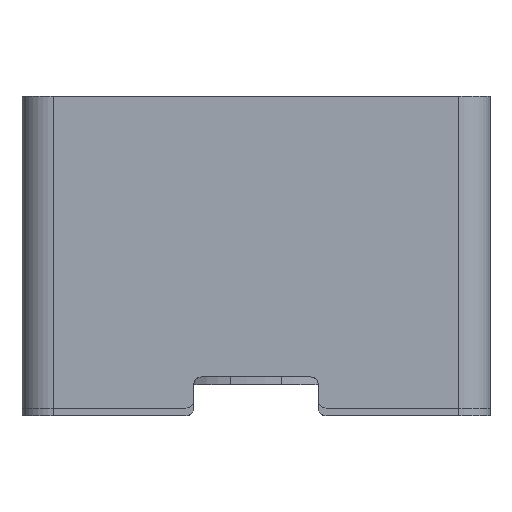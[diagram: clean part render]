
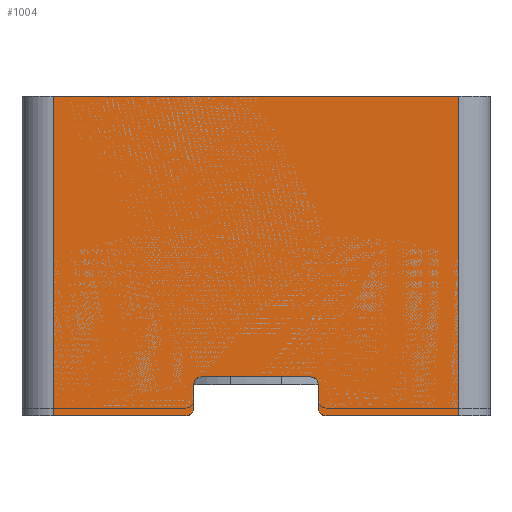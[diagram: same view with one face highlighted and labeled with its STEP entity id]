
A CAD part, front view. The second image highlights one B-rep face of the part: STEP entity #1004.
In plain terms, the highlighted planar face has unit normal (0, -1, 0).
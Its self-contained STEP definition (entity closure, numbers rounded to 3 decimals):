
#1004 = ADVANCED_FACE( '', ( #2092 ), #2093, .T. );
#2092 = FACE_OUTER_BOUND( '', #3291, .T. );
#2093 = PLANE( '', #3292 );
#3291 = EDGE_LOOP( '', ( #6418, #6419, #6420, #6421, #6422, #6423, #6424, #6425, #6426, #6427, #6428, #6429 ) );
#3292 = AXIS2_PLACEMENT_3D( '', #6430, #6431, #6432 );
#6418 = ORIENTED_EDGE( '', *, *, #8589, .T. );
#6419 = ORIENTED_EDGE( '', *, *, #8782, .T. );
#6420 = ORIENTED_EDGE( '', *, *, #8783, .T. );
#6421 = ORIENTED_EDGE( '', *, *, #8784, .T. );
#6422 = ORIENTED_EDGE( '', *, *, #8785, .T. );
#6423 = ORIENTED_EDGE( '', *, *, #8484, .T. );
#6424 = ORIENTED_EDGE( '', *, *, #8309, .F. );
#6425 = ORIENTED_EDGE( '', *, *, #8786, .F. );
#6426 = ORIENTED_EDGE( '', *, *, #8110, .T. );
#6427 = ORIENTED_EDGE( '', *, *, #7678, .T. );
#6428 = ORIENTED_EDGE( '', *, *, #8787, .F. );
#6429 = ORIENTED_EDGE( '', *, *, #8640, .T. );
#6430 = CARTESIAN_POINT( '', ( -2.6, -3., -4.1 ) );
#6431 = DIRECTION( '', ( 0., -1., 0. ) );
#6432 = DIRECTION( '', ( 1., 0., 0. ) );
#7678 = EDGE_CURVE( '', #9115, #9113, #9116, .T. );
#8110 = EDGE_CURVE( '', #9842, #9115, #9843, .T. );
#8309 = EDGE_CURVE( '', #10146, #10148, #10149, .T. );
#8484 = EDGE_CURVE( '', #10413, #10148, #10414, .T. );
#8589 = EDGE_CURVE( '', #10568, #10566, #10569, .T. );
#8640 = EDGE_CURVE( '', #10635, #10568, #10636, .F. );
#8782 = EDGE_CURVE( '', #10566, #10818, #10819, .F. );
#8783 = EDGE_CURVE( '', #10818, #10820, #10821, .T. );
#8784 = EDGE_CURVE( '', #10820, #10822, #10823, .T. );
#8785 = EDGE_CURVE( '', #10822, #10413, #10824, .T. );
#8786 = EDGE_CURVE( '', #9842, #10146, #10825, .T. );
#8787 = EDGE_CURVE( '', #10635, #9113, #10826, .T. );
#9113 = VERTEX_POINT( '', #11296 );
#9115 = VERTEX_POINT( '', #11299 );
#9116 = CIRCLE( '', #11300, 0.1 );
#9842 = VERTEX_POINT( '', #12752 );
#9843 = LINE( '', #12753, #12754 );
#10146 = VERTEX_POINT( '', #13392 );
#10148 = VERTEX_POINT( '', #13394 );
#10149 = LINE( '', #13395, #13396 );
#10413 = VERTEX_POINT( '', #14038 );
#10414 = LINE( '', #14039, #14040 );
#10566 = VERTEX_POINT( '', #14426 );
#10568 = VERTEX_POINT( '', #14429 );
#10569 = LINE( '', #14430, #14431 );
#10635 = VERTEX_POINT( '', #14569 );
#10636 = CIRCLE( '', #14570, 0.1 );
#10818 = VERTEX_POINT( '', #14991 );
#10819 = CIRCLE( '', #14992, 0.1 );
#10820 = VERTEX_POINT( '', #14993 );
#10821 = LINE( '', #14994, #14995 );
#10822 = VERTEX_POINT( '', #14996 );
#10823 = CIRCLE( '', #14997, 0.1 );
#10824 = LINE( '', #14998, #14999 );
#10825 = LINE( '', #15000, #15001 );
#10826 = LINE( '', #15002, #15003 );
#11296 = CARTESIAN_POINT( '', ( -0.8, -3., -4. ) );
#11299 = CARTESIAN_POINT( '', ( -0.9, -3., -4.1 ) );
#11300 = AXIS2_PLACEMENT_3D( '', #15468, #15469, #15470 );
#12752 = CARTESIAN_POINT( '', ( -2.6, -3., -4.1 ) );
#12753 = CARTESIAN_POINT( '', ( -2.6, -3., -4.1 ) );
#12754 = VECTOR( '', #15897, 1000. );
#13392 = CARTESIAN_POINT( '', ( -2.6, -3., 0. ) );
#13394 = CARTESIAN_POINT( '', ( 2.6, -3., 0. ) );
#13395 = CARTESIAN_POINT( '', ( -2.6, -3., 0. ) );
#13396 = VECTOR( '', #16073, 1000. );
#14038 = CARTESIAN_POINT( '', ( 2.6, -3., -4.1 ) );
#14039 = CARTESIAN_POINT( '', ( 2.6, -3., -4.1 ) );
#14040 = VECTOR( '', #16202, 1000. );
#14426 = CARTESIAN_POINT( '', ( 0.7, -3., -3.6 ) );
#14429 = CARTESIAN_POINT( '', ( -0.7, -3., -3.6 ) );
#14430 = CARTESIAN_POINT( '', ( -0.8, -3., -3.6 ) );
#14431 = VECTOR( '', #16260, 1000. );
#14569 = CARTESIAN_POINT( '', ( -0.8, -3., -3.7 ) );
#14570 = AXIS2_PLACEMENT_3D( '', #16294, #16295, #16296 );
#14991 = CARTESIAN_POINT( '', ( 0.8, -3., -3.7 ) );
#14992 = AXIS2_PLACEMENT_3D( '', #16405, #16406, #16407 );
#14993 = CARTESIAN_POINT( '', ( 0.8, -3., -4. ) );
#14994 = CARTESIAN_POINT( '', ( 0.8, -3., -3.6 ) );
#14995 = VECTOR( '', #16408, 1000. );
#14996 = CARTESIAN_POINT( '', ( 0.9, -3., -4.1 ) );
#14997 = AXIS2_PLACEMENT_3D( '', #16409, #16410, #16411 );
#14998 = CARTESIAN_POINT( '', ( -2.6, -3., -4.1 ) );
#14999 = VECTOR( '', #16412, 1000. );
#15000 = CARTESIAN_POINT( '', ( -2.6, -3., -4.1 ) );
#15001 = VECTOR( '', #16413, 1000. );
#15002 = CARTESIAN_POINT( '', ( -0.8, -3., -3.6 ) );
#15003 = VECTOR( '', #16414, 1000. );
#15468 = CARTESIAN_POINT( '', ( -0.9, -3., -4. ) );
#15469 = DIRECTION( '', ( 0., -1., 0. ) );
#15470 = DIRECTION( '', ( 1., 0., 0. ) );
#15897 = DIRECTION( '', ( 1., 0., 0. ) );
#16073 = DIRECTION( '', ( 1., 0., 0. ) );
#16202 = DIRECTION( '', ( 0., 0., 1. ) );
#16260 = DIRECTION( '', ( 1., 0., 0. ) );
#16294 = CARTESIAN_POINT( '', ( -0.7, -3., -3.7 ) );
#16295 = DIRECTION( '', ( 0., -1., 0. ) );
#16296 = DIRECTION( '', ( 1., 0., 0. ) );
#16405 = CARTESIAN_POINT( '', ( 0.7, -3., -3.7 ) );
#16406 = DIRECTION( '', ( 0., -1., 0. ) );
#16407 = DIRECTION( '', ( 1., 0., 0. ) );
#16408 = DIRECTION( '', ( 0., 0., -1. ) );
#16409 = CARTESIAN_POINT( '', ( 0.9, -3., -4. ) );
#16410 = DIRECTION( '', ( 0., -1., 0. ) );
#16411 = DIRECTION( '', ( 1., 0., 0. ) );
#16412 = DIRECTION( '', ( 1., 0., 0. ) );
#16413 = DIRECTION( '', ( 0., 0., 1. ) );
#16414 = DIRECTION( '', ( 0., 0., -1. ) );
